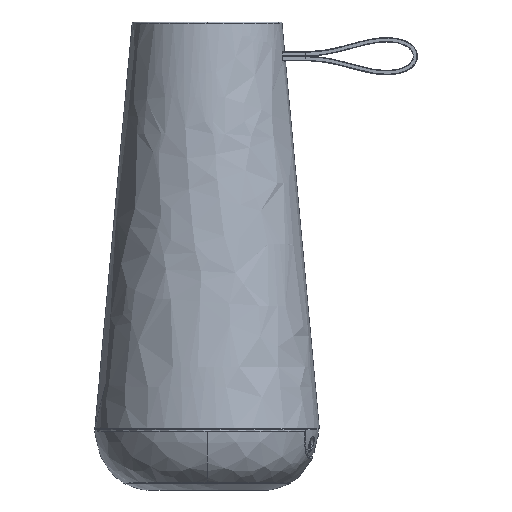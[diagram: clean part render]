
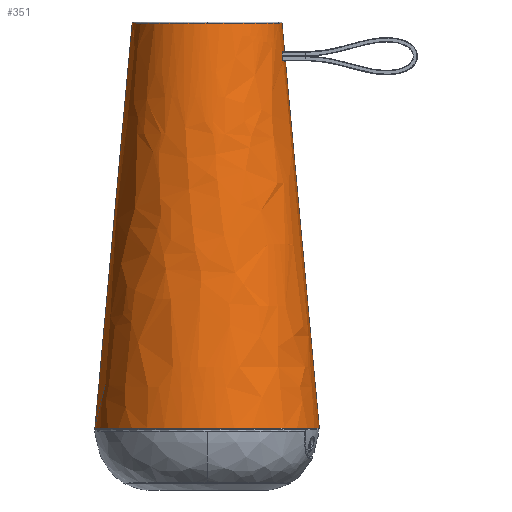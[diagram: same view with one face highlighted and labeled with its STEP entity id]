
A CAD part, front view. The second image highlights one B-rep face of the part: STEP entity #351.
In plain terms, the highlighted free-form (B-spline) face has degree [1, 2] with [2, 5] control points.
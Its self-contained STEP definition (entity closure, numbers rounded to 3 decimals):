
#351=ADVANCED_FACE('',(#1738),#23611,.T.);
#1738=FACE_OUTER_BOUND('',#3131,.T.);
#3131=EDGE_LOOP('',(#4885,#4886,#4887,#4888,#4889,#4890,#4891,#4892,#4893,
#4894,#4895));
#4885=ORIENTED_EDGE('',*,*,#12467,.T.);
#4886=ORIENTED_EDGE('',*,*,#12471,.T.);
#4887=ORIENTED_EDGE('',*,*,#12417,.T.);
#4888=ORIENTED_EDGE('',*,*,#12406,.T.);
#4889=ORIENTED_EDGE('',*,*,#12419,.T.);
#4890=ORIENTED_EDGE('',*,*,#12403,.T.);
#4891=ORIENTED_EDGE('',*,*,#12468,.T.);
#4892=ORIENTED_EDGE('',*,*,#12474,.F.);
#4893=ORIENTED_EDGE('',*,*,#12380,.F.);
#4894=ORIENTED_EDGE('',*,*,#12422,.F.);
#4895=ORIENTED_EDGE('',*,*,#12421,.T.);
#12380=EDGE_CURVE('',#20267,#20322,#16224,.T.);
#12403=EDGE_CURVE('',#20288,#20320,#16241,.T.);
#12406=EDGE_CURVE('',#20282,#20285,#16244,.T.);
#12417=EDGE_CURVE('',#20281,#20282,#16255,.T.);
#12419=EDGE_CURVE('',#20285,#20288,#16257,.T.);
#12421=EDGE_CURVE('',#20290,#20318,#16259,.T.);
#12422=EDGE_CURVE('',#20290,#20267,#16260,.T.);
#12467=EDGE_CURVE('',#20318,#20319,#16297,.T.);
#12468=EDGE_CURVE('',#20320,#20321,#16298,.T.);
#12471=EDGE_CURVE('',#20319,#20281,#16301,.T.);
#12474=EDGE_CURVE('',#20322,#20321,#16304,.T.);
#16224=(
BOUNDED_CURVE()
B_SPLINE_CURVE(2,(#27981,#27982,#27983),.UNSPECIFIED.,.F.,.F.)
B_SPLINE_CURVE_WITH_KNOTS((3,3),(-3.142,-1.571),
 .UNSPECIFIED.)
CURVE()
GEOMETRIC_REPRESENTATION_ITEM()
RATIONAL_B_SPLINE_CURVE((1.,0.707,1.))
REPRESENTATION_ITEM('')
);
#16241=(
BOUNDED_CURVE()
B_SPLINE_CURVE(3,(#28051,#28052,#28053,#28054),.UNSPECIFIED.,.F.,.F.)
B_SPLINE_CURVE_WITH_KNOTS((4,4),(-0.047,8.558),
 .UNSPECIFIED.)
CURVE()
GEOMETRIC_REPRESENTATION_ITEM()
RATIONAL_B_SPLINE_CURVE((1.,1.,1.,1.))
REPRESENTATION_ITEM('')
);
#16244=(
BOUNDED_CURVE()
B_SPLINE_CURVE(1,(#28060,#28061),.UNSPECIFIED.,.F.,.F.)
B_SPLINE_CURVE_WITH_KNOTS((2,2),(0.031,3.085),
 .UNSPECIFIED.)
CURVE()
GEOMETRIC_REPRESENTATION_ITEM()
RATIONAL_B_SPLINE_CURVE((1.,1.))
REPRESENTATION_ITEM('')
);
#16255=(
BOUNDED_CURVE()
B_SPLINE_CURVE(3,(#28115,#28116,#28117,#28118,#28119,#28120,#28121),
 .UNSPECIFIED.,.F.,.F.)
B_SPLINE_CURVE_WITH_KNOTS((4,1,1,1,4),(0.042,0.311,
0.586,0.869,1.169),.UNSPECIFIED.)
CURVE()
GEOMETRIC_REPRESENTATION_ITEM()
RATIONAL_B_SPLINE_CURVE((1.,1.,1.,1.,1.,1.,1.))
REPRESENTATION_ITEM('')
);
#16257=(
BOUNDED_CURVE()
B_SPLINE_CURVE(3,(#28129,#28130,#28131,#28132,#28133,#28134,#28135),
 .UNSPECIFIED.,.F.,.F.)
B_SPLINE_CURVE_WITH_KNOTS((4,1,1,1,4),(0.019,0.302,
0.587,0.867,1.128),.UNSPECIFIED.)
CURVE()
GEOMETRIC_REPRESENTATION_ITEM()
RATIONAL_B_SPLINE_CURVE((1.,1.,1.,1.,1.,1.,
1.))
REPRESENTATION_ITEM('')
);
#16259=(
BOUNDED_CURVE()
B_SPLINE_CURVE(2,(#28139,#28140,#28141,#28142,#28143),.UNSPECIFIED.,.F.,
 .F.)
B_SPLINE_CURVE_WITH_KNOTS((3,2,3),(0.,80.414,160.828),
 .UNSPECIFIED.)
CURVE()
GEOMETRIC_REPRESENTATION_ITEM()
RATIONAL_B_SPLINE_CURVE((1.,0.707,1.,0.707,1.))
REPRESENTATION_ITEM('')
);
#16260=(
BOUNDED_CURVE()
B_SPLINE_CURVE(1,(#28144,#28145),.UNSPECIFIED.,.F.,.F.)
B_SPLINE_CURVE_WITH_KNOTS((2,2),(-2.169,2.172),
 .UNSPECIFIED.)
CURVE()
GEOMETRIC_REPRESENTATION_ITEM()
RATIONAL_B_SPLINE_CURVE((1.,1.))
REPRESENTATION_ITEM('')
);
#16297=(
BOUNDED_CURVE()
B_SPLINE_CURVE(1,(#28442,#28443),.UNSPECIFIED.,.F.,.F.)
B_SPLINE_CURVE_WITH_KNOTS((2,2),(-2.169,1.769),
 .UNSPECIFIED.)
CURVE()
GEOMETRIC_REPRESENTATION_ITEM()
RATIONAL_B_SPLINE_CURVE((1.,1.))
REPRESENTATION_ITEM('')
);
#16298=(
BOUNDED_CURVE()
B_SPLINE_CURVE(1,(#28444,#28445),.UNSPECIFIED.,.F.,.F.)
B_SPLINE_CURVE_WITH_KNOTS((2,2),(1.874,2.172),
 .UNSPECIFIED.)
CURVE()
GEOMETRIC_REPRESENTATION_ITEM()
RATIONAL_B_SPLINE_CURVE((1.,1.))
REPRESENTATION_ITEM('')
);
#16301=(
BOUNDED_CURVE()
B_SPLINE_CURVE(3,(#28453,#28454,#28455,#28456),.UNSPECIFIED.,.F.,.F.)
B_SPLINE_CURVE_WITH_KNOTS((4,4),(8.576,17.191),
 .UNSPECIFIED.)
CURVE()
GEOMETRIC_REPRESENTATION_ITEM()
RATIONAL_B_SPLINE_CURVE((1.,1.,1.,1.))
REPRESENTATION_ITEM('')
);
#16304=(
BOUNDED_CURVE()
B_SPLINE_CURVE(2,(#28465,#28466,#28467),.UNSPECIFIED.,.F.,.F.)
B_SPLINE_CURVE_WITH_KNOTS((3,3),(-1.571,0.),
 .UNSPECIFIED.)
CURVE()
GEOMETRIC_REPRESENTATION_ITEM()
RATIONAL_B_SPLINE_CURVE((1.,0.707,1.))
REPRESENTATION_ITEM('')
);
#20267=VERTEX_POINT('',#26875);
#20281=VERTEX_POINT('',#26889);
#20282=VERTEX_POINT('',#26890);
#20285=VERTEX_POINT('',#26893);
#20288=VERTEX_POINT('',#26896);
#20290=VERTEX_POINT('',#26898);
#20318=VERTEX_POINT('',#26926);
#20319=VERTEX_POINT('',#26927);
#20320=VERTEX_POINT('',#26928);
#20321=VERTEX_POINT('',#26929);
#20322=VERTEX_POINT('',#26930);
#23611=(
BOUNDED_SURFACE()
B_SPLINE_SURFACE(1,2,((#26237,#26238,#26239,#26240,#26241),(#26242,#26243,
#26244,#26245,#26246)),.UNSPECIFIED.,.F.,.F.,.F.)
B_SPLINE_SURFACE_WITH_KNOTS((2,2),(3,2,3),(-2.172,2.172),
(0.,1.571,3.142),.UNSPECIFIED.)
GEOMETRIC_REPRESENTATION_ITEM()
RATIONAL_B_SPLINE_SURFACE(((1.,0.707,1.,0.707,1.),
(1.,0.707,1.,0.707,1.)))
REPRESENTATION_ITEM('')
SURFACE()
);
#26237=CARTESIAN_POINT('',(51.303,-0.062,28.195));
#26238=CARTESIAN_POINT('',(51.303,-51.365,28.195));
#26239=CARTESIAN_POINT('',(0.,-51.365,28.195));
#26240=CARTESIAN_POINT('',(-51.303,-51.365,28.195));
#26241=CARTESIAN_POINT('',(-51.303,-0.062,28.195));
#26242=CARTESIAN_POINT('',(34.25,-0.062,213.21));
#26243=CARTESIAN_POINT('',(34.25,-34.311,213.21));
#26244=CARTESIAN_POINT('',(0.,-34.311,213.21));
#26245=CARTESIAN_POINT('',(-34.25,-34.311,213.21));
#26246=CARTESIAN_POINT('',(-34.25,-0.062,213.21));
#26875=CARTESIAN_POINT('',(-34.25,-0.062,213.21));
#26889=CARTESIAN_POINT('',(34.788,-8.64,196.065));
#26890=CARTESIAN_POINT('',(34.541,-9.337,196.771));
#26893=CARTESIAN_POINT('',(34.253,-9.33,199.812));
#26896=CARTESIAN_POINT('',(34.368,-8.629,200.515));
#26898=CARTESIAN_POINT('',(-51.293,-0.062,28.304));
#26926=CARTESIAN_POINT('',(51.293,-0.062,28.304));
#26927=CARTESIAN_POINT('',(35.833,-0.062,196.038));
#26928=CARTESIAN_POINT('',(35.417,-0.062,200.542));
#26929=CARTESIAN_POINT('',(34.25,-0.062,213.21));
#26930=CARTESIAN_POINT('',(0.,-34.311,213.21));
#27981=CARTESIAN_POINT('',(-34.25,-0.062,213.21));
#27982=CARTESIAN_POINT('',(-34.25,-34.311,213.21));
#27983=CARTESIAN_POINT('',(0.,-34.311,213.21));
#28051=CARTESIAN_POINT('',(34.368,-8.629,200.515));
#28052=CARTESIAN_POINT('',(35.065,-5.83,200.533));
#28053=CARTESIAN_POINT('',(35.417,-2.946,200.542));
#28054=CARTESIAN_POINT('',(35.417,-0.062,200.542));
#28060=CARTESIAN_POINT('',(34.541,-9.337,196.771));
#28061=CARTESIAN_POINT('',(34.253,-9.33,199.812));
#28115=CARTESIAN_POINT('',(34.788,-8.64,196.065));
#28116=CARTESIAN_POINT('',(34.766,-8.728,196.066));
#28117=CARTESIAN_POINT('',(34.719,-8.903,196.101));
#28118=CARTESIAN_POINT('',(34.646,-9.132,196.248));
#28119=CARTESIAN_POINT('',(34.58,-9.296,196.48));
#28120=CARTESIAN_POINT('',(34.551,-9.337,196.672));
#28121=CARTESIAN_POINT('',(34.541,-9.337,196.771));
#28129=CARTESIAN_POINT('',(34.253,-9.33,199.812));
#28130=CARTESIAN_POINT('',(34.244,-9.33,199.906));
#28131=CARTESIAN_POINT('',(34.236,-9.291,200.096));
#28132=CARTESIAN_POINT('',(34.258,-9.125,200.332));
#28133=CARTESIAN_POINT('',(34.305,-8.891,200.481));
#28134=CARTESIAN_POINT('',(34.347,-8.714,200.514));
#28135=CARTESIAN_POINT('',(34.368,-8.629,200.515));
#28139=CARTESIAN_POINT('',(-51.293,-0.062,28.304));
#28140=CARTESIAN_POINT('',(-51.293,-51.355,28.304));
#28141=CARTESIAN_POINT('',(0.,-51.355,28.304));
#28142=CARTESIAN_POINT('',(51.293,-51.355,28.304));
#28143=CARTESIAN_POINT('',(51.293,-0.062,28.304));
#28144=CARTESIAN_POINT('',(-51.293,-0.062,28.304));
#28145=CARTESIAN_POINT('',(-34.25,-0.062,213.21));
#28442=CARTESIAN_POINT('',(51.293,-0.062,28.304));
#28443=CARTESIAN_POINT('',(35.832,-0.062,196.038));
#28444=CARTESIAN_POINT('',(35.417,-0.062,200.542));
#28445=CARTESIAN_POINT('',(34.25,-0.062,213.21));
#28453=CARTESIAN_POINT('',(35.833,-0.062,196.038));
#28454=CARTESIAN_POINT('',(35.833,-2.949,196.038));
#28455=CARTESIAN_POINT('',(35.481,-5.837,196.047));
#28456=CARTESIAN_POINT('',(34.788,-8.64,196.065));
#28465=CARTESIAN_POINT('',(0.,-34.311,213.21));
#28466=CARTESIAN_POINT('',(34.25,-34.311,213.21));
#28467=CARTESIAN_POINT('',(34.25,-0.062,213.21));
